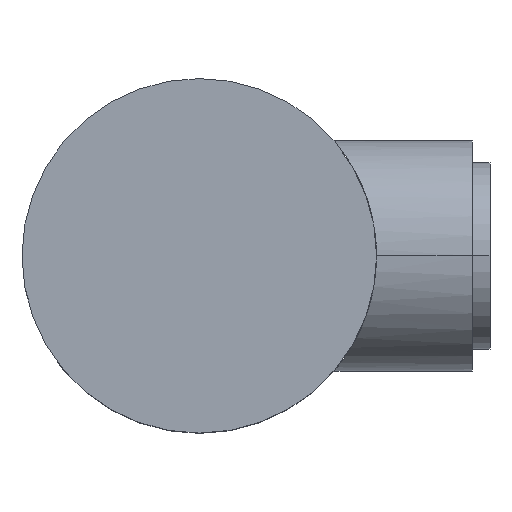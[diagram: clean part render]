
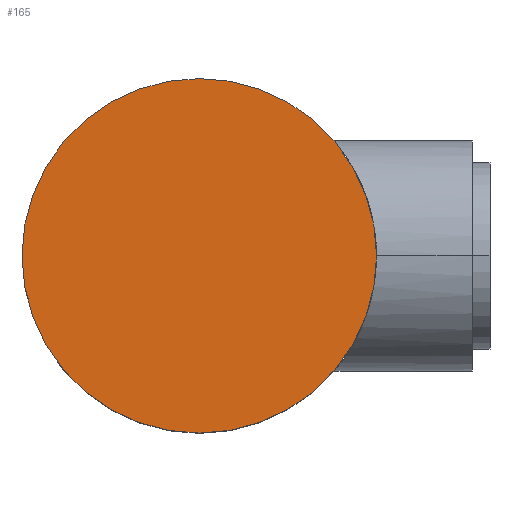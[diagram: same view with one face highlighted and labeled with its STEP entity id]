
A CAD part, top view. The second image highlights one B-rep face of the part: STEP entity #165.
In plain terms, the highlighted planar face has unit normal (0, 0, 1).
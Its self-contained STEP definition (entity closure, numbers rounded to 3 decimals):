
#1 = FACE_OUTER_BOUND ( 'NONE', #418, .T. ) ;
#26 = DIRECTION ( 'NONE',  ( 0., 0., 1. ) ) ;
#76 = DIRECTION ( 'NONE',  ( 0., 0., 1. ) ) ;
#79 = ORIENTED_EDGE ( 'NONE', *, *, #449, .T. ) ;
#113 = AXIS2_PLACEMENT_3D ( 'NONE', #286, #76, #295 ) ;
#121 = AXIS2_PLACEMENT_3D ( 'NONE', #438, #26, #241 ) ;
#147 = DIRECTION ( 'NONE',  ( 0., 0., 1. ) ) ;
#165 = ADVANCED_FACE ( 'NONE', ( #1 ), #472, .T. ) ;
#178 = EDGE_CURVE ( 'NONE', #274, #300, #354, .T. ) ;
#204 = AXIS2_PLACEMENT_3D ( 'NONE', #244, #147, #328 ) ;
#241 = DIRECTION ( 'NONE',  ( 1., 0., 0. ) ) ;
#244 = CARTESIAN_POINT ( 'NONE',  ( 0., 0., 54. ) ) ;
#274 = VERTEX_POINT ( 'NONE', #433 ) ;
#285 = CIRCLE ( 'NONE', #121, 50. ) ;
#286 = CARTESIAN_POINT ( 'NONE',  ( 0., 0., 54. ) ) ;
#295 = DIRECTION ( 'NONE',  ( 1., 0., 0. ) ) ;
#300 = VERTEX_POINT ( 'NONE', #430 ) ;
#328 = DIRECTION ( 'NONE',  ( 1., 0., 0. ) ) ;
#354 = CIRCLE ( 'NONE', #204, 50. ) ;
#397 = ORIENTED_EDGE ( 'NONE', *, *, #178, .T. ) ;
#418 = EDGE_LOOP ( 'NONE', ( #397, #79 ) ) ;
#430 = CARTESIAN_POINT ( 'NONE',  ( 50., 0., 54. ) ) ;
#433 = CARTESIAN_POINT ( 'NONE',  ( -50., 0., 54. ) ) ;
#438 = CARTESIAN_POINT ( 'NONE',  ( 0., 0., 54. ) ) ;
#449 = EDGE_CURVE ( 'NONE', #300, #274, #285, .T. ) ;
#472 = PLANE ( 'NONE',  #113 ) ;
